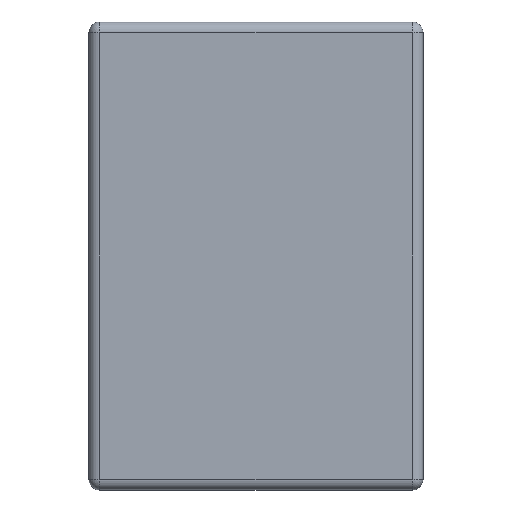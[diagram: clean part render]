
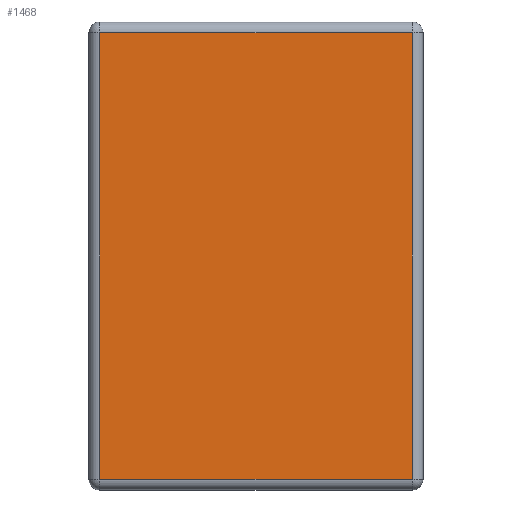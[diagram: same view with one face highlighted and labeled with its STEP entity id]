
A CAD part, left-side view. The second image highlights one B-rep face of the part: STEP entity #1468.
In plain terms, the highlighted planar face has unit normal (-1, 0, 0).
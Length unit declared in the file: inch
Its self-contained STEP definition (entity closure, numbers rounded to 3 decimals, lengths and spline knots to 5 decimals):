
#538=DIRECTION('',(0.,1.,0.));
#539=VECTOR('',#538,1.17);
#540=CARTESIAN_POINT('',(-0.625,0.04,-1.26));
#541=LINE('',#540,#539);
#542=DIRECTION('',(0.,0.,-1.));
#543=VECTOR('',#542,1.67);
#544=CARTESIAN_POINT('',(-0.625,1.21,0.41));
#545=LINE('',#544,#543);
#546=DIRECTION('',(0.,-1.,0.));
#547=VECTOR('',#546,1.17);
#548=CARTESIAN_POINT('',(-0.625,1.21,0.41));
#549=LINE('',#548,#547);
#550=DIRECTION('',(0.,0.,-1.));
#551=VECTOR('',#550,1.67);
#552=CARTESIAN_POINT('',(-0.625,0.04,0.41));
#553=LINE('',#552,#551);
#680=CARTESIAN_POINT('',(-0.625,0.04,-1.26));
#681=CARTESIAN_POINT('',(-0.625,1.21,-1.26));
#682=VERTEX_POINT('',#680);
#683=VERTEX_POINT('',#681);
#714=CARTESIAN_POINT('',(-0.625,1.21,0.41));
#715=CARTESIAN_POINT('',(-0.625,0.04,0.41));
#716=VERTEX_POINT('',#714);
#717=VERTEX_POINT('',#715);
#1454=CARTESIAN_POINT('',(-0.625,1.25,-1.3));
#1455=DIRECTION('',(-1.,0.,0.));
#1456=DIRECTION('',(0.,-1.,0.));
#1457=AXIS2_PLACEMENT_3D('',#1454,#1455,#1456);
#1458=PLANE('',#1457);
#1460=ORIENTED_EDGE('',*,*,#1459,.T.);
#1462=ORIENTED_EDGE('',*,*,#1461,.F.);
#1463=ORIENTED_EDGE('',*,*,#1445,.T.);
#1465=ORIENTED_EDGE('',*,*,#1464,.T.);
#1466=EDGE_LOOP('',(#1460,#1462,#1463,#1465));
#1467=FACE_OUTER_BOUND('',#1466,.F.);
#1468=ADVANCED_FACE('',(#1467),#1458,.T.);
#1445=EDGE_CURVE('',#716,#717,#549,.T.);
#1459=EDGE_CURVE('',#682,#683,#541,.T.);
#1461=EDGE_CURVE('',#716,#683,#545,.T.);
#1464=EDGE_CURVE('',#717,#682,#553,.T.);
